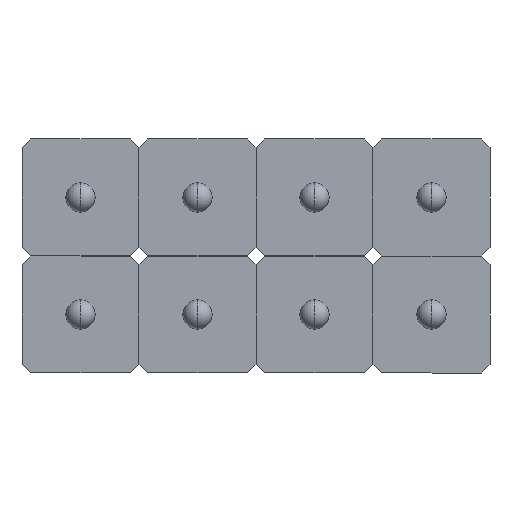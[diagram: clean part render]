
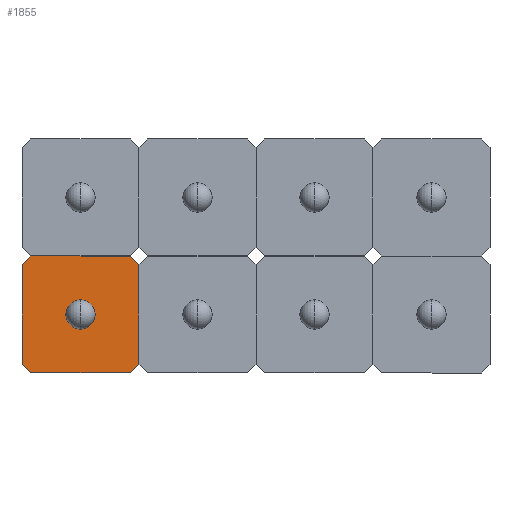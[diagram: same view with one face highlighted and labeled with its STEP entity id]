
A CAD part, front view. The second image highlights one B-rep face of the part: STEP entity #1855.
In plain terms, the highlighted planar face has unit normal (0, -1, 0).
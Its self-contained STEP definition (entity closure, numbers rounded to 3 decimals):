
#41 = EDGE_CURVE ( 'NONE', #4288, #2705, #2221, .T. ) ;
#180 = CARTESIAN_POINT ( 'NONE',  ( -0.85, 0., 1. ) ) ;
#211 = VECTOR ( 'NONE', #3567, 1000. ) ;
#324 = VECTOR ( 'NONE', #4349, 1000. ) ;
#334 = EDGE_CURVE ( 'NONE', #3873, #3957, #4914, .T. ) ;
#391 = FACE_OUTER_BOUND ( 'NONE', #3965, .T. ) ;
#573 = DIRECTION ( 'NONE',  ( 0., 0., -1. ) ) ;
#612 = DIRECTION ( 'NONE',  ( 0.707, 0., 0.707 ) ) ;
#859 = LINE ( 'NONE', #1178, #920 ) ;
#912 = EDGE_CURVE ( 'NONE', #2771, #2911, #3588, .T. ) ;
#920 = VECTOR ( 'NONE', #3723, 1000. ) ;
#943 = DIRECTION ( 'NONE',  ( 0., -1., 0. ) ) ;
#1133 = LINE ( 'NONE', #1903, #1595 ) ;
#1178 = CARTESIAN_POINT ( 'NONE',  ( 0.85, 0., 1. ) ) ;
#1340 = ORIENTED_EDGE ( 'NONE', *, *, #41, .F. ) ;
#1431 = CARTESIAN_POINT ( 'NONE',  ( 1., 0., 0.85 ) ) ;
#1464 = LINE ( 'NONE', #3071, #324 ) ;
#1595 = VECTOR ( 'NONE', #2741, 1000. ) ;
#1603 = LINE ( 'NONE', #4412, #1862 ) ;
#1704 = ORIENTED_EDGE ( 'NONE', *, *, #912, .F. ) ;
#1855 = ADVANCED_FACE ( 'NONE', ( #391 ), #3116, .T. ) ;
#1862 = VECTOR ( 'NONE', #5296, 1000. ) ;
#1903 = CARTESIAN_POINT ( 'NONE',  ( 0.85, 0., -1. ) ) ;
#1907 = CARTESIAN_POINT ( 'NONE',  ( 1., 0., 0.85 ) ) ;
#2167 = CARTESIAN_POINT ( 'NONE',  ( -0.85, 0., -1. ) ) ;
#2221 = LINE ( 'NONE', #1907, #5344 ) ;
#2235 = CARTESIAN_POINT ( 'NONE',  ( -1., 0., -0.85 ) ) ;
#2451 = CARTESIAN_POINT ( 'NONE',  ( 0.85, 0., -1. ) ) ;
#2494 = ORIENTED_EDGE ( 'NONE', *, *, #3236, .F. ) ;
#2555 = ORIENTED_EDGE ( 'NONE', *, *, #5454, .F. ) ;
#2698 = ORIENTED_EDGE ( 'NONE', *, *, #4280, .F. ) ;
#2705 = VERTEX_POINT ( 'NONE', #3607 ) ;
#2741 = DIRECTION ( 'NONE',  ( -1., 0., 0. ) ) ;
#2743 = CARTESIAN_POINT ( 'NONE',  ( -1., 0., 0.85 ) ) ;
#2771 = VERTEX_POINT ( 'NONE', #3185 ) ;
#2911 = VERTEX_POINT ( 'NONE', #2451 ) ;
#3071 = CARTESIAN_POINT ( 'NONE',  ( -1., 0., 0.85 ) ) ;
#3116 = PLANE ( 'NONE',  #4726 ) ;
#3158 = CARTESIAN_POINT ( 'NONE',  ( 1., 0., -0.85 ) ) ;
#3185 = CARTESIAN_POINT ( 'NONE',  ( 1., 0., -0.85 ) ) ;
#3214 = VECTOR ( 'NONE', #3565, 1000. ) ;
#3226 = DIRECTION ( 'NONE',  ( 0.707, 0., -0.707 ) ) ;
#3236 = EDGE_CURVE ( 'NONE', #3619, #3873, #1464, .T. ) ;
#3497 = CARTESIAN_POINT ( 'NONE',  ( 0., 0., 0. ) ) ;
#3565 = DIRECTION ( 'NONE',  ( 0., 0., -1. ) ) ;
#3567 = DIRECTION ( 'NONE',  ( -0.707, 0., -0.707 ) ) ;
#3588 = LINE ( 'NONE', #3158, #211 ) ;
#3607 = CARTESIAN_POINT ( 'NONE',  ( 1., 0., 0.85 ) ) ;
#3619 = VERTEX_POINT ( 'NONE', #2235 ) ;
#3643 = CARTESIAN_POINT ( 'NONE',  ( -0.85, 0., 1. ) ) ;
#3723 = DIRECTION ( 'NONE',  ( 1., 0., 0. ) ) ;
#3802 = VECTOR ( 'NONE', #612, 1000. ) ;
#3873 = VERTEX_POINT ( 'NONE', #2743 ) ;
#3957 = VERTEX_POINT ( 'NONE', #3643 ) ;
#3965 = EDGE_LOOP ( 'NONE', ( #2555, #1704, #2698, #1340, #4381, #4735, #2494, #4890 ) ) ;
#4003 = CARTESIAN_POINT ( 'NONE',  ( 0.85, 0., 1. ) ) ;
#4033 = EDGE_CURVE ( 'NONE', #3957, #4288, #859, .T. ) ;
#4280 = EDGE_CURVE ( 'NONE', #2705, #2771, #4868, .T. ) ;
#4288 = VERTEX_POINT ( 'NONE', #4003 ) ;
#4349 = DIRECTION ( 'NONE',  ( 0., 0., 1. ) ) ;
#4381 = ORIENTED_EDGE ( 'NONE', *, *, #4033, .F. ) ;
#4412 = CARTESIAN_POINT ( 'NONE',  ( -0.85, 0., -1. ) ) ;
#4726 = AXIS2_PLACEMENT_3D ( 'NONE', #3497, #943, #573 ) ;
#4735 = ORIENTED_EDGE ( 'NONE', *, *, #334, .F. ) ;
#4859 = VERTEX_POINT ( 'NONE', #2167 ) ;
#4868 = LINE ( 'NONE', #1431, #3214 ) ;
#4890 = ORIENTED_EDGE ( 'NONE', *, *, #5452, .F. ) ;
#4914 = LINE ( 'NONE', #180, #3802 ) ;
#5296 = DIRECTION ( 'NONE',  ( -0.707, 0., 0.707 ) ) ;
#5344 = VECTOR ( 'NONE', #3226, 1000. ) ;
#5452 = EDGE_CURVE ( 'NONE', #4859, #3619, #1603, .T. ) ;
#5454 = EDGE_CURVE ( 'NONE', #2911, #4859, #1133, .T. ) ;
